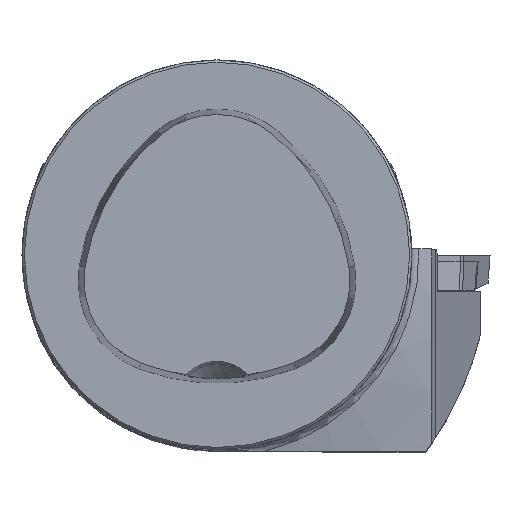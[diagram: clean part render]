
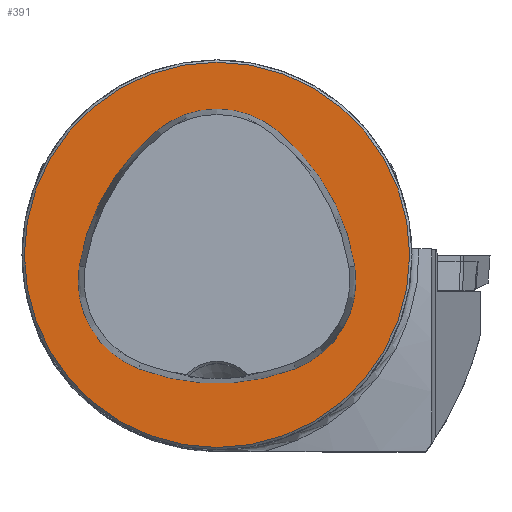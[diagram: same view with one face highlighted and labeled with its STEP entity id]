
A CAD part, top view. The second image highlights one B-rep face of the part: STEP entity #391.
In plain terms, the highlighted planar face has unit normal (0, 0, 1).
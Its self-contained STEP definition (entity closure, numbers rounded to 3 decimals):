
#122=FACE_BOUND('',#734,.T.);
#123=FACE_BOUND('',#735,.T.);
#227=CIRCLE('',#2683,28.075);
#229=CIRCLE('',#2686,28.075);
#230=CIRCLE('',#2687,12.075);
#231=CIRCLE('',#2688,12.075);
#232=CIRCLE('',#2689,28.075);
#233=CIRCLE('',#2690,12.075);
#234=CIRCLE('',#2691,24.7);
#391=ADVANCED_FACE('CU_FL_N1_SU_1',(#122,#123),#526,.T.);
#526=PLANE('',#2692);
#734=EDGE_LOOP('',(#1074,#1075,#1076,#1077,#1078,#1079));
#735=EDGE_LOOP('',(#1080));
#1074=ORIENTED_EDGE('',*,*,#2021,.F.);
#1075=ORIENTED_EDGE('',*,*,#2022,.F.);
#1076=ORIENTED_EDGE('',*,*,#2014,.F.);
#1077=ORIENTED_EDGE('',*,*,#2023,.F.);
#1078=ORIENTED_EDGE('',*,*,#2024,.F.);
#1079=ORIENTED_EDGE('',*,*,#2025,.F.);
#1080=ORIENTED_EDGE('',*,*,#2026,.T.);
#1760=VERTEX_POINT('',#4207);
#1761=VERTEX_POINT('',#4209);
#1767=VERTEX_POINT('',#4241);
#1768=VERTEX_POINT('',#4242);
#1769=VERTEX_POINT('',#4245);
#1770=VERTEX_POINT('',#4247);
#1771=VERTEX_POINT('',#4250);
#2014=EDGE_CURVE('',#1760,#1761,#227,.T.);
#2021=EDGE_CURVE('',#1767,#1768,#229,.T.);
#2022=EDGE_CURVE('',#1761,#1767,#230,.T.);
#2023=EDGE_CURVE('',#1769,#1760,#231,.T.);
#2024=EDGE_CURVE('',#1770,#1769,#232,.T.);
#2025=EDGE_CURVE('',#1768,#1770,#233,.T.);
#2026=EDGE_CURVE('',#1771,#1771,#234,.T.);
#2683=AXIS2_PLACEMENT_3D('',#4208,#3036,#3037);
#2686=AXIS2_PLACEMENT_3D('',#4240,#3043,#3044);
#2687=AXIS2_PLACEMENT_3D('',#4243,#3045,#3046);
#2688=AXIS2_PLACEMENT_3D('',#4244,#3047,#3048);
#2689=AXIS2_PLACEMENT_3D('',#4246,#3049,#3050);
#2690=AXIS2_PLACEMENT_3D('',#4248,#3051,#3052);
#2691=AXIS2_PLACEMENT_3D('',#4249,#3053,#3054);
#2692=AXIS2_PLACEMENT_3D('',#4251,#3055,#3056);
#3036=DIRECTION('',(0.,0.,1.));
#3037=DIRECTION('',(-1.,0.,0.));
#3043=DIRECTION('',(0.,0.,1.));
#3044=DIRECTION('',(-1.,0.,0.));
#3045=DIRECTION('',(0.,0.,1.));
#3046=DIRECTION('',(-1.,0.,0.));
#3047=DIRECTION('',(0.,0.,1.));
#3048=DIRECTION('',(-1.,0.,0.));
#3049=DIRECTION('',(0.,0.,1.));
#3050=DIRECTION('',(-1.,0.,0.));
#3051=DIRECTION('',(0.,0.,1.));
#3052=DIRECTION('',(-1.,0.,0.));
#3053=DIRECTION('',(0.,0.,1.));
#3054=DIRECTION('',(-1.,0.,0.));
#3055=DIRECTION('',(0.,0.,1.));
#3056=DIRECTION('',(-1.,0.,0.));
#4207=CARTESIAN_POINT('',(-10.05,-14.595,0.));
#4208=CARTESIAN_POINT('',(0.,11.62,0.));
#4209=CARTESIAN_POINT('',(10.05,-14.595,0.));
#4240=CARTESIAN_POINT('',(-10.078,-5.807,0.));
#4241=CARTESIAN_POINT('',(17.656,-1.443,0.));
#4242=CARTESIAN_POINT('',(7.606,15.999,0.));
#4243=CARTESIAN_POINT('',(5.727,-3.32,0.));
#4244=CARTESIAN_POINT('',(-5.727,-3.32,0.));
#4245=CARTESIAN_POINT('',(-17.656,-1.443,0.));
#4246=CARTESIAN_POINT('',(10.078,-5.807,0.));
#4247=CARTESIAN_POINT('',(-7.606,15.999,0.));
#4248=CARTESIAN_POINT('',(0.,6.62,0.));
#4249=CARTESIAN_POINT('',(0.,0.,0.));
#4250=CARTESIAN_POINT('',(-24.7,0.,0.));
#4251=CARTESIAN_POINT('',(0.,0.,0.));
